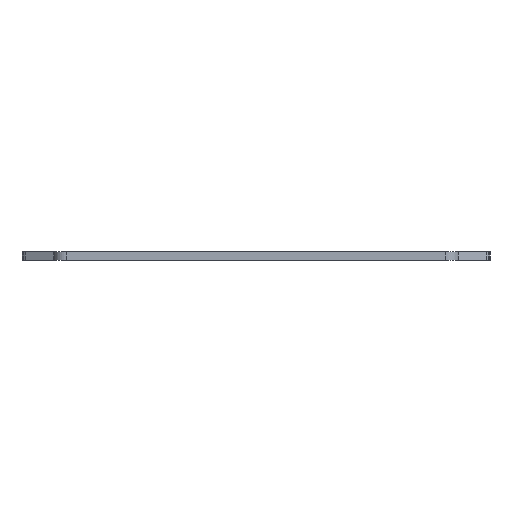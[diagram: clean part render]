
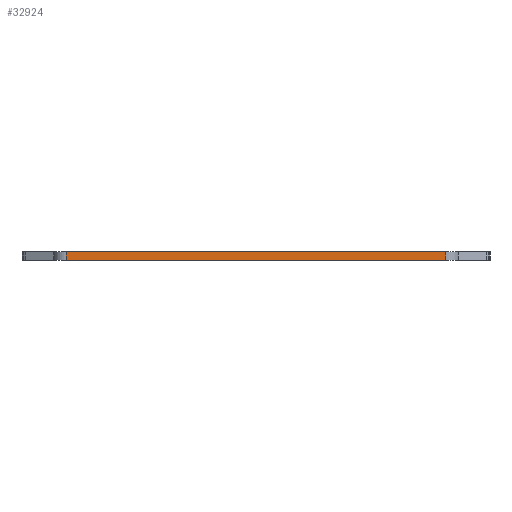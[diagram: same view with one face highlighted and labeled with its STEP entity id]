
A CAD part, left-side view. The second image highlights one B-rep face of the part: STEP entity #32924.
In plain terms, the highlighted planar face has unit normal (-1, 0, 0).
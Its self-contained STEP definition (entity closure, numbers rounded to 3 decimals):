
#83 = PLANE('',#84);
#84 = AXIS2_PLACEMENT_3D('',#85,#86,#87);
#85 = CARTESIAN_POINT('',(272.655,-78.581,1.6));
#86 = DIRECTION('',(-0.,-0.,-1.));
#87 = DIRECTION('',(-1.,0.,0.));
#137 = PLANE('',#138);
#138 = AXIS2_PLACEMENT_3D('',#139,#140,#141);
#139 = CARTESIAN_POINT('',(272.655,-78.581,0.));
#140 = DIRECTION('',(-0.,-0.,-1.));
#141 = DIRECTION('',(-1.,0.,0.));
#3332 = VERTEX_POINT('',#3333);
#3333 = CARTESIAN_POINT('',(146.449,-114.3,0.));
#3352 = CYLINDRICAL_SURFACE('',#3353,2.381);
#3353 = AXIS2_PLACEMENT_3D('',#3354,#3355,#3356);
#3354 = CARTESIAN_POINT('',(148.83,-114.3,0.));
#3355 = DIRECTION('',(-0.,-0.,-1.));
#3356 = DIRECTION('',(1.,0.,-0.));
#3364 = EDGE_CURVE('',#3332,#3365,#3367,.T.);
#3365 = VERTEX_POINT('',#3366);
#3366 = CARTESIAN_POINT('',(146.449,-42.863,0.));
#3367 = SURFACE_CURVE('',#3368,(#3372,#3379),.PCURVE_S1.);
#3368 = LINE('',#3369,#3370);
#3369 = CARTESIAN_POINT('',(146.449,-114.3,0.));
#3370 = VECTOR('',#3371,1.);
#3371 = DIRECTION('',(0.,1.,0.));
#3372 = PCURVE('',#137,#3373);
#3373 = DEFINITIONAL_REPRESENTATION('',(#3374),#3378);
#3374 = LINE('',#3375,#3376);
#3375 = CARTESIAN_POINT('',(126.206,-35.719));
#3376 = VECTOR('',#3377,1.);
#3377 = DIRECTION('',(0.,1.));
#3378 = ( GEOMETRIC_REPRESENTATION_CONTEXT(2) 
PARAMETRIC_REPRESENTATION_CONTEXT() REPRESENTATION_CONTEXT('2D SPACE',''
  ) );
#3379 = PCURVE('',#3380,#3385);
#3380 = PLANE('',#3381);
#3381 = AXIS2_PLACEMENT_3D('',#3382,#3383,#3384);
#3382 = CARTESIAN_POINT('',(146.449,-114.3,0.));
#3383 = DIRECTION('',(-1.,0.,0.));
#3384 = DIRECTION('',(0.,1.,0.));
#3385 = DEFINITIONAL_REPRESENTATION('',(#3386),#3390);
#3386 = LINE('',#3387,#3388);
#3387 = CARTESIAN_POINT('',(0.,0.));
#3388 = VECTOR('',#3389,1.);
#3389 = DIRECTION('',(1.,0.));
#3390 = ( GEOMETRIC_REPRESENTATION_CONTEXT(2) 
PARAMETRIC_REPRESENTATION_CONTEXT() REPRESENTATION_CONTEXT('2D SPACE',''
  ) );
#3413 = CYLINDRICAL_SURFACE('',#3414,2.381);
#3414 = AXIS2_PLACEMENT_3D('',#3415,#3416,#3417);
#3415 = CARTESIAN_POINT('',(148.83,-42.863,0.));
#3416 = DIRECTION('',(-0.,-0.,-1.));
#3417 = DIRECTION('',(1.,0.,-0.));
#19677 = VERTEX_POINT('',#19678);
#19678 = CARTESIAN_POINT('',(146.449,-114.3,1.6));
#19704 = EDGE_CURVE('',#19677,#19705,#19707,.T.);
#19705 = VERTEX_POINT('',#19706);
#19706 = CARTESIAN_POINT('',(146.449,-42.863,1.6));
#19707 = SURFACE_CURVE('',#19708,(#19712,#19719),.PCURVE_S1.);
#19708 = LINE('',#19709,#19710);
#19709 = CARTESIAN_POINT('',(146.449,-114.3,1.6));
#19710 = VECTOR('',#19711,1.);
#19711 = DIRECTION('',(0.,1.,0.));
#19712 = PCURVE('',#83,#19713);
#19713 = DEFINITIONAL_REPRESENTATION('',(#19714),#19718);
#19714 = LINE('',#19715,#19716);
#19715 = CARTESIAN_POINT('',(126.206,-35.719));
#19716 = VECTOR('',#19717,1.);
#19717 = DIRECTION('',(0.,1.));
#19718 = ( GEOMETRIC_REPRESENTATION_CONTEXT(2) 
PARAMETRIC_REPRESENTATION_CONTEXT() REPRESENTATION_CONTEXT('2D SPACE',''
  ) );
#19719 = PCURVE('',#3380,#19720);
#19720 = DEFINITIONAL_REPRESENTATION('',(#19721),#19725);
#19721 = LINE('',#19722,#19723);
#19722 = CARTESIAN_POINT('',(0.,-1.6));
#19723 = VECTOR('',#19724,1.);
#19724 = DIRECTION('',(1.,0.));
#19725 = ( GEOMETRIC_REPRESENTATION_CONTEXT(2) 
PARAMETRIC_REPRESENTATION_CONTEXT() REPRESENTATION_CONTEXT('2D SPACE',''
  ) );
#32876 = EDGE_CURVE('',#3365,#19705,#32877,.T.);
#32877 = SURFACE_CURVE('',#32878,(#32882,#32889),.PCURVE_S1.);
#32878 = LINE('',#32879,#32880);
#32879 = CARTESIAN_POINT('',(146.449,-42.863,0.));
#32880 = VECTOR('',#32881,1.);
#32881 = DIRECTION('',(0.,0.,1.));
#32882 = PCURVE('',#3413,#32883);
#32883 = DEFINITIONAL_REPRESENTATION('',(#32884),#32888);
#32884 = LINE('',#32885,#32886);
#32885 = CARTESIAN_POINT('',(-3.142,0.));
#32886 = VECTOR('',#32887,1.);
#32887 = DIRECTION('',(-0.,-1.));
#32888 = ( GEOMETRIC_REPRESENTATION_CONTEXT(2) 
PARAMETRIC_REPRESENTATION_CONTEXT() REPRESENTATION_CONTEXT('2D SPACE',''
  ) );
#32889 = PCURVE('',#3380,#32890);
#32890 = DEFINITIONAL_REPRESENTATION('',(#32891),#32895);
#32891 = LINE('',#32892,#32893);
#32892 = CARTESIAN_POINT('',(71.437,0.));
#32893 = VECTOR('',#32894,1.);
#32894 = DIRECTION('',(0.,-1.));
#32895 = ( GEOMETRIC_REPRESENTATION_CONTEXT(2) 
PARAMETRIC_REPRESENTATION_CONTEXT() REPRESENTATION_CONTEXT('2D SPACE',''
  ) );
#32924 = ADVANCED_FACE('',(#32925),#3380,.T.);
#32925 = FACE_BOUND('',#32926,.T.);
#32926 = EDGE_LOOP('',(#32927,#32948,#32949,#32950));
#32927 = ORIENTED_EDGE('',*,*,#32928,.T.);
#32928 = EDGE_CURVE('',#3332,#19677,#32929,.T.);
#32929 = SURFACE_CURVE('',#32930,(#32934,#32941),.PCURVE_S1.);
#32930 = LINE('',#32931,#32932);
#32931 = CARTESIAN_POINT('',(146.449,-114.3,0.));
#32932 = VECTOR('',#32933,1.);
#32933 = DIRECTION('',(0.,0.,1.));
#32934 = PCURVE('',#3380,#32935);
#32935 = DEFINITIONAL_REPRESENTATION('',(#32936),#32940);
#32936 = LINE('',#32937,#32938);
#32937 = CARTESIAN_POINT('',(0.,0.));
#32938 = VECTOR('',#32939,1.);
#32939 = DIRECTION('',(0.,-1.));
#32940 = ( GEOMETRIC_REPRESENTATION_CONTEXT(2) 
PARAMETRIC_REPRESENTATION_CONTEXT() REPRESENTATION_CONTEXT('2D SPACE',''
  ) );
#32941 = PCURVE('',#3352,#32942);
#32942 = DEFINITIONAL_REPRESENTATION('',(#32943),#32947);
#32943 = LINE('',#32944,#32945);
#32944 = CARTESIAN_POINT('',(-3.142,0.));
#32945 = VECTOR('',#32946,1.);
#32946 = DIRECTION('',(-0.,-1.));
#32947 = ( GEOMETRIC_REPRESENTATION_CONTEXT(2) 
PARAMETRIC_REPRESENTATION_CONTEXT() REPRESENTATION_CONTEXT('2D SPACE',''
  ) );
#32948 = ORIENTED_EDGE('',*,*,#19704,.T.);
#32949 = ORIENTED_EDGE('',*,*,#32876,.F.);
#32950 = ORIENTED_EDGE('',*,*,#3364,.F.);
